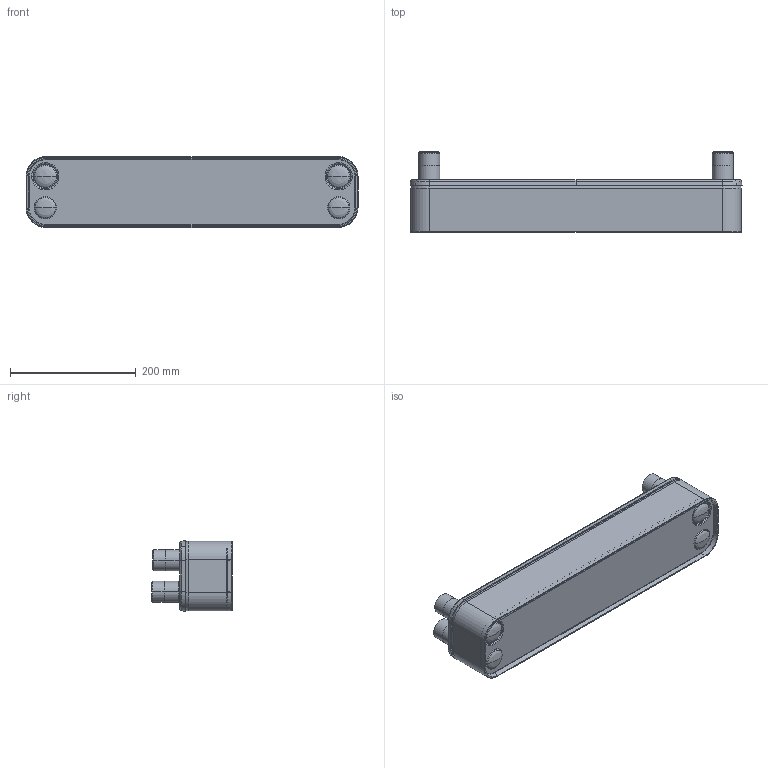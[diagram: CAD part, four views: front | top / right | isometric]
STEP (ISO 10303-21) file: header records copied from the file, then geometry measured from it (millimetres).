
FILE_DESCRIPTION((''),'2;1');
FILE_NAME('CB60_30H_3287079651_ASM','2012-04-16T',('CNSHLGO'),(''),'PRO/ENGINEER BY PARAMETRIC TECHNOLOGY CORPORATION, 2007390','PRO/ENGINEER BY PARAMETRIC TECHNOLOGY CORPORATION, 2007390','');
FILE_SCHEMA(('CONFIG_CONTROL_DESIGN'));
Length unit declared in the file: millimetre
Products named in the file (5): CB60-30H_CH_BLOCK; CB60_FP_S1S2S3S4_25; CB60_PP; V22_ISO_228-1; CB60_30H_3287079651_ASM
Assembly tree (7 placements, depth 2):
  CB60_30H_3287079651_ASM
    CB60-30H_CH_BLOCK
    CB60_FP_S1S2S3S4_25
    CB60_PP
    V22_ISO_228-1  x4
Bounding box: 527.36 x 128.5 x 112.91 mm (x, y, z)
Volume: 4168888.2 mm3; surface area: 539803.4 mm2
Topology: 7 solids, 7 shells, 393 faces, 847 edges, 502 vertices
Faces by surface type: plane 88, cone 88, torus 80, cylinder 76, bspline 45, revolution 16
Entity records: 13683 total; most frequent: CARTESIAN_POINT 6539, DIRECTION 1550, ORIENTED_EDGE 1394, EDGE_CURVE 697, AXIS2_PLACEMENT_3D 637, VERTEX_POINT 412, CIRCLE 368, EDGE_LOOP 361
